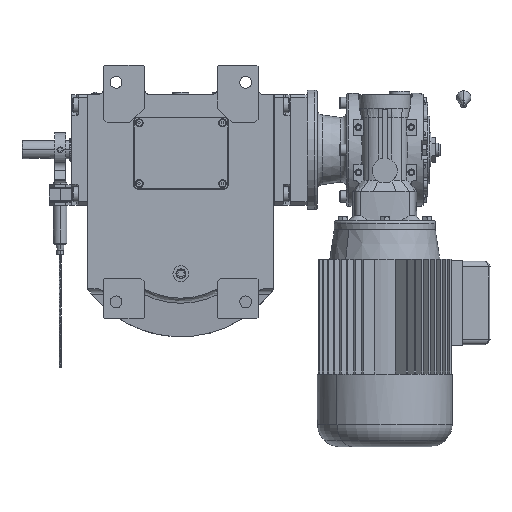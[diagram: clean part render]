
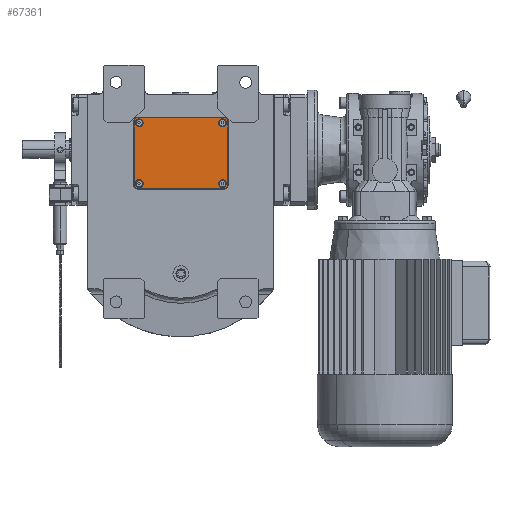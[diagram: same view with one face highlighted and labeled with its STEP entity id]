
A CAD part, front view. The second image highlights one B-rep face of the part: STEP entity #67361.
In plain terms, the highlighted face is planar.
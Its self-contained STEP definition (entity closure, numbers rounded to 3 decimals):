
#94 = CARTESIAN_POINT ( 'NONE',  ( -37., -27., 3. ) ) ;
#243 = EDGE_LOOP ( 'NONE', ( #87776, #52059, #53240, #82882, #121984, #108846, #77461, #98902 ) ) ;
#969 = VERTEX_POINT ( 'NONE', #7847 ) ;
#2598 = CARTESIAN_POINT ( 'NONE',  ( 33.5, -27., 3. ) ) ;
#2797 = EDGE_CURVE ( 'NONE', #13106, #43078, #82564, .T. ) ;
#2835 = EDGE_CURVE ( 'NONE', #87396, #969, #30286, .T. ) ;
#4258 = VERTEX_POINT ( 'NONE', #39672 ) ;
#5507 = EDGE_LOOP ( 'NONE', ( #118573, #58202 ) ) ;
#5879 = LINE ( 'NONE', #122569, #100257 ) ;
#7080 = VERTEX_POINT ( 'NONE', #87408 ) ;
#7251 = EDGE_CURVE ( 'NONE', #969, #87396, #29079, .T. ) ;
#7523 = EDGE_LOOP ( 'NONE', ( #66882, #62216 ) ) ;
#7847 = CARTESIAN_POINT ( 'NONE',  ( 40.5, 27., 3. ) ) ;
#8632 = VECTOR ( 'NONE', #94114, 1000. ) ;
#11093 = VECTOR ( 'NONE', #101148, 1000. ) ;
#11321 = VECTOR ( 'NONE', #114181, 1000. ) ;
#13106 = VERTEX_POINT ( 'NONE', #103685 ) ;
#15761 = DIRECTION ( 'NONE',  ( 0., 0., 1. ) ) ;
#15880 = DIRECTION ( 'NONE',  ( 0., 0., 1. ) ) ;
#15942 = EDGE_LOOP ( 'NONE', ( #118368, #70822 ) ) ;
#16118 = CARTESIAN_POINT ( 'NONE',  ( 37., 27., 3. ) ) ;
#17219 = LINE ( 'NONE', #55680, #8632 ) ;
#17630 = EDGE_CURVE ( 'NONE', #7080, #103145, #97436, .T. ) ;
#17857 = FACE_BOUND ( 'NONE', #68516, .T. ) ;
#18496 = PLANE ( 'NONE',  #44232 ) ;
#21310 = CARTESIAN_POINT ( 'NONE',  ( 39.5, 31.5, 3. ) ) ;
#22129 = AXIS2_PLACEMENT_3D ( 'NONE', #82127, #119413, #53770 ) ;
#22541 = EDGE_CURVE ( 'NONE', #32598, #13106, #5879, .T. ) ;
#22937 = AXIS2_PLACEMENT_3D ( 'NONE', #94, #67571, #102418 ) ;
#24601 = LINE ( 'NONE', #121112, #38403 ) ;
#24636 = VERTEX_POINT ( 'NONE', #86383 ) ;
#27203 = CARTESIAN_POINT ( 'NONE',  ( -41.5, 29.5, 3. ) ) ;
#27973 = EDGE_CURVE ( 'NONE', #57774, #79063, #106609, .T. ) ;
#29079 = CIRCLE ( 'NONE', #99527, 3.5 ) ;
#30286 = CIRCLE ( 'NONE', #92625, 3.5 ) ;
#30609 = CARTESIAN_POINT ( 'NONE',  ( 37., -27., 3. ) ) ;
#32598 = VERTEX_POINT ( 'NONE', #120779 ) ;
#33253 = CARTESIAN_POINT ( 'NONE',  ( 41.5, -29.5, 3. ) ) ;
#33286 = DIRECTION ( 'NONE',  ( 1., 0., 0. ) ) ;
#33939 = DIRECTION ( 'NONE',  ( -1., 0., 0. ) ) ;
#34538 = CARTESIAN_POINT ( 'NONE',  ( -37., -27., 3. ) ) ;
#35303 = DIRECTION ( 'NONE',  ( -1., 0., 0. ) ) ;
#35549 = DIRECTION ( 'NONE',  ( 0., 0., 1. ) ) ;
#35868 = CARTESIAN_POINT ( 'NONE',  ( 33.5, 27., 3. ) ) ;
#36105 = DIRECTION ( 'NONE',  ( 0.707, -0.707, 0. ) ) ;
#36792 = FACE_BOUND ( 'NONE', #7523, .T. ) ;
#37694 = EDGE_CURVE ( 'NONE', #94447, #4258, #62727, .T. ) ;
#37790 = AXIS2_PLACEMENT_3D ( 'NONE', #102230, #15880, #74490 ) ;
#38403 = VECTOR ( 'NONE', #109715, 1000. ) ;
#39672 = CARTESIAN_POINT ( 'NONE',  ( -39.5, 31.5, 3. ) ) ;
#41871 = VECTOR ( 'NONE', #79900, 1000. ) ;
#43078 = VERTEX_POINT ( 'NONE', #124315 ) ;
#43276 = DIRECTION ( 'NONE',  ( 0., 0., 1. ) ) ;
#44232 = AXIS2_PLACEMENT_3D ( 'NONE', #56953, #35549, #47513 ) ;
#45270 = DIRECTION ( 'NONE',  ( 0., 0., 1. ) ) ;
#46686 = VERTEX_POINT ( 'NONE', #2598 ) ;
#47513 = DIRECTION ( 'NONE',  ( 1., 0., 0. ) ) ;
#48142 = CARTESIAN_POINT ( 'NONE',  ( -40.5, 27., 3. ) ) ;
#49061 = EDGE_CURVE ( 'NONE', #79063, #57774, #104807, .T. ) ;
#50605 = CIRCLE ( 'NONE', #92853, 3.5 ) ;
#52059 = ORIENTED_EDGE ( 'NONE', *, *, #102158, .T. ) ;
#53240 = ORIENTED_EDGE ( 'NONE', *, *, #37694, .T. ) ;
#53770 = DIRECTION ( 'NONE',  ( 1., 0., 0. ) ) ;
#54827 = CARTESIAN_POINT ( 'NONE',  ( 41.5, 29.5, 3. ) ) ;
#55587 = VERTEX_POINT ( 'NONE', #27203 ) ;
#55677 = EDGE_CURVE ( 'NONE', #43078, #76481, #75700, .T. ) ;
#55680 = CARTESIAN_POINT ( 'NONE',  ( -39.5, 31.5, 3. ) ) ;
#56489 = EDGE_CURVE ( 'NONE', #46686, #24636, #114093, .T. ) ;
#56714 = ORIENTED_EDGE ( 'NONE', *, *, #70361, .F. ) ;
#56953 = CARTESIAN_POINT ( 'NONE',  ( 0., 0., 3. ) ) ;
#57774 = VERTEX_POINT ( 'NONE', #92782 ) ;
#58202 = ORIENTED_EDGE ( 'NONE', *, *, #49061, .F. ) ;
#62216 = ORIENTED_EDGE ( 'NONE', *, *, #2835, .F. ) ;
#62727 = LINE ( 'NONE', #112489, #11093 ) ;
#62826 = DIRECTION ( 'NONE',  ( 1., 0., 0. ) ) ;
#65802 = FACE_BOUND ( 'NONE', #5507, .T. ) ;
#66882 = ORIENTED_EDGE ( 'NONE', *, *, #7251, .F. ) ;
#67361 = ADVANCED_FACE ( 'NONE', ( #123268, #36792, #65802, #104212, #17857 ), #18496, .T. ) ;
#67571 = DIRECTION ( 'NONE',  ( 0., 0., 1. ) ) ;
#68516 = EDGE_LOOP ( 'NONE', ( #56714, #108548 ) ) ;
#70361 = EDGE_CURVE ( 'NONE', #103145, #7080, #50605, .T. ) ;
#70822 = ORIENTED_EDGE ( 'NONE', *, *, #56489, .F. ) ;
#73745 = DIRECTION ( 'NONE',  ( 1., 0., 0. ) ) ;
#74490 = DIRECTION ( 'NONE',  ( 1., 0., 0. ) ) ;
#75700 = LINE ( 'NONE', #114802, #11321 ) ;
#76481 = VERTEX_POINT ( 'NONE', #78444 ) ;
#77461 = ORIENTED_EDGE ( 'NONE', *, *, #2797, .T. ) ;
#78444 = CARTESIAN_POINT ( 'NONE',  ( 41.5, -29.5, 3. ) ) ;
#79063 = VERTEX_POINT ( 'NONE', #48142 ) ;
#79112 = DIRECTION ( 'NONE',  ( 0., 0., 1. ) ) ;
#79510 = EDGE_CURVE ( 'NONE', #76481, #80682, #81772, .T. ) ;
#79900 = DIRECTION ( 'NONE',  ( 0., 1., 0. ) ) ;
#80612 = EDGE_CURVE ( 'NONE', #55587, #32598, #24601, .T. ) ;
#80682 = VERTEX_POINT ( 'NONE', #54827 ) ;
#81250 = LINE ( 'NONE', #101427, #99221 ) ;
#81534 = VECTOR ( 'NONE', #73745, 1000. ) ;
#81772 = LINE ( 'NONE', #33253, #41871 ) ;
#82127 = CARTESIAN_POINT ( 'NONE',  ( -37., 27., 3. ) ) ;
#82564 = LINE ( 'NONE', #112842, #81534 ) ;
#82882 = ORIENTED_EDGE ( 'NONE', *, *, #85711, .T. ) ;
#85711 = EDGE_CURVE ( 'NONE', #4258, #55587, #17219, .T. ) ;
#86383 = CARTESIAN_POINT ( 'NONE',  ( 40.5, -27., 3. ) ) ;
#87325 = DIRECTION ( 'NONE',  ( -1., 0., 0. ) ) ;
#87396 = VERTEX_POINT ( 'NONE', #35868 ) ;
#87408 = CARTESIAN_POINT ( 'NONE',  ( -40.5, -27., 3. ) ) ;
#87776 = ORIENTED_EDGE ( 'NONE', *, *, #79510, .T. ) ;
#91297 = CARTESIAN_POINT ( 'NONE',  ( -37., 27., 3. ) ) ;
#92625 = AXIS2_PLACEMENT_3D ( 'NONE', #102728, #15761, #35303 ) ;
#92782 = CARTESIAN_POINT ( 'NONE',  ( -33.5, 27., 3. ) ) ;
#92853 = AXIS2_PLACEMENT_3D ( 'NONE', #34538, #45270, #33286 ) ;
#93872 = EDGE_CURVE ( 'NONE', #24636, #46686, #112325, .T. ) ;
#94114 = DIRECTION ( 'NONE',  ( -0.707, -0.707, 0. ) ) ;
#94447 = VERTEX_POINT ( 'NONE', #21310 ) ;
#97436 = CIRCLE ( 'NONE', #22937, 3.5 ) ;
#98047 = AXIS2_PLACEMENT_3D ( 'NONE', #30609, #79112, #87325 ) ;
#98902 = ORIENTED_EDGE ( 'NONE', *, *, #55677, .T. ) ;
#99221 = VECTOR ( 'NONE', #121042, 1000. ) ;
#99527 = AXIS2_PLACEMENT_3D ( 'NONE', #16118, #43276, #62826 ) ;
#100257 = VECTOR ( 'NONE', #36105, 1000. ) ;
#101148 = DIRECTION ( 'NONE',  ( -1., 0., 0. ) ) ;
#101427 = CARTESIAN_POINT ( 'NONE',  ( 41.5, 29.5, 3. ) ) ;
#102158 = EDGE_CURVE ( 'NONE', #80682, #94447, #81250, .T. ) ;
#102230 = CARTESIAN_POINT ( 'NONE',  ( 37., -27., 3. ) ) ;
#102418 = DIRECTION ( 'NONE',  ( -1., 0., 0. ) ) ;
#102728 = CARTESIAN_POINT ( 'NONE',  ( 37., 27., 3. ) ) ;
#102758 = AXIS2_PLACEMENT_3D ( 'NONE', #91297, #122284, #33939 ) ;
#103145 = VERTEX_POINT ( 'NONE', #108162 ) ;
#103685 = CARTESIAN_POINT ( 'NONE',  ( -39.5, -31.5, 3. ) ) ;
#104212 = FACE_BOUND ( 'NONE', #15942, .T. ) ;
#104807 = CIRCLE ( 'NONE', #102758, 3.5 ) ;
#106609 = CIRCLE ( 'NONE', #22129, 3.5 ) ;
#108162 = CARTESIAN_POINT ( 'NONE',  ( -33.5, -27., 3. ) ) ;
#108548 = ORIENTED_EDGE ( 'NONE', *, *, #17630, .F. ) ;
#108846 = ORIENTED_EDGE ( 'NONE', *, *, #22541, .T. ) ;
#109715 = DIRECTION ( 'NONE',  ( 0., -1., 0. ) ) ;
#112325 = CIRCLE ( 'NONE', #37790, 3.5 ) ;
#112489 = CARTESIAN_POINT ( 'NONE',  ( 39.5, 31.5, 3. ) ) ;
#112842 = CARTESIAN_POINT ( 'NONE',  ( -39.5, -31.5, 3. ) ) ;
#114093 = CIRCLE ( 'NONE', #98047, 3.5 ) ;
#114181 = DIRECTION ( 'NONE',  ( 0.707, 0.707, 0. ) ) ;
#114802 = CARTESIAN_POINT ( 'NONE',  ( 39.5, -31.5, 3. ) ) ;
#118368 = ORIENTED_EDGE ( 'NONE', *, *, #93872, .F. ) ;
#118573 = ORIENTED_EDGE ( 'NONE', *, *, #27973, .F. ) ;
#119413 = DIRECTION ( 'NONE',  ( 0., 0., 1. ) ) ;
#120779 = CARTESIAN_POINT ( 'NONE',  ( -41.5, -29.5, 3. ) ) ;
#121042 = DIRECTION ( 'NONE',  ( -0.707, 0.707, 0. ) ) ;
#121112 = CARTESIAN_POINT ( 'NONE',  ( -41.5, 29.5, 3. ) ) ;
#121984 = ORIENTED_EDGE ( 'NONE', *, *, #80612, .T. ) ;
#122284 = DIRECTION ( 'NONE',  ( 0., 0., 1. ) ) ;
#122569 = CARTESIAN_POINT ( 'NONE',  ( -41.5, -29.5, 3. ) ) ;
#123268 = FACE_OUTER_BOUND ( 'NONE', #243, .T. ) ;
#124315 = CARTESIAN_POINT ( 'NONE',  ( 39.5, -31.5, 3. ) ) ;
